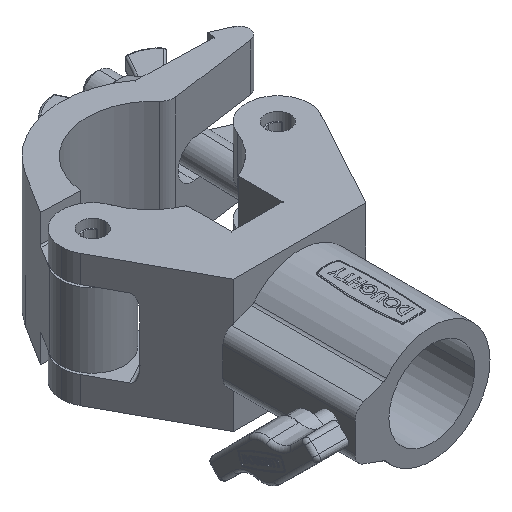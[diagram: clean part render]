
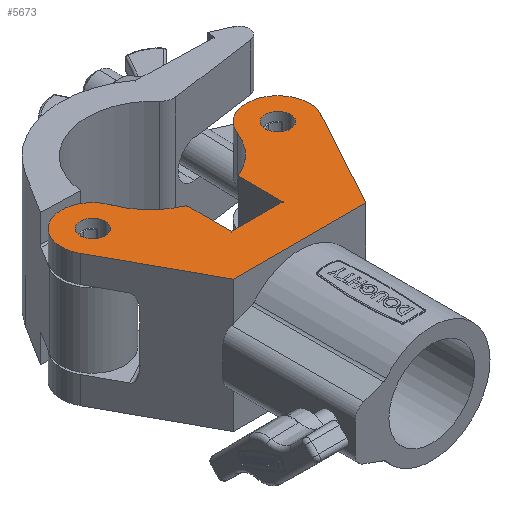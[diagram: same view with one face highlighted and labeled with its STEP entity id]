
A CAD part, isometric view. The second image highlights one B-rep face of the part: STEP entity #5673.
In plain terms, the highlighted planar face has unit normal (0, 0, 1).
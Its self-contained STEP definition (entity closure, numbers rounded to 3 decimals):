
#241 = AXIS2_PLACEMENT_3D ( 'NONE', #23824, #11645, #5236 ) ;
#282 = ORIENTED_EDGE ( 'NONE', *, *, #20705, .T. ) ;
#313 = DIRECTION ( 'NONE',  ( 1., 0., 0. ) ) ;
#347 = ORIENTED_EDGE ( 'NONE', *, *, #9369, .T. ) ;
#775 = VERTEX_POINT ( 'NONE', #19674 ) ;
#984 = VERTEX_POINT ( 'NONE', #26181 ) ;
#1095 = ORIENTED_EDGE ( 'NONE', *, *, #15917, .T. ) ;
#1165 = ORIENTED_EDGE ( 'NONE', *, *, #25555, .T. ) ;
#1266 = DIRECTION ( 'NONE',  ( 0., 0., 1. ) ) ;
#2288 = DIRECTION ( 'NONE',  ( 0., -1., 0. ) ) ;
#2290 = EDGE_LOOP ( 'NONE', ( #12327, #3328 ) ) ;
#2884 = CARTESIAN_POINT ( 'NONE',  ( -25., 0., 24.95 ) ) ;
#2965 = CARTESIAN_POINT ( 'NONE',  ( -45.524, 37.453, 24.95 ) ) ;
#3328 = ORIENTED_EDGE ( 'NONE', *, *, #24876, .F. ) ;
#3402 = DIRECTION ( 'NONE',  ( -1., 0., 0. ) ) ;
#3440 = LINE ( 'NONE', #26302, #22467 ) ;
#3598 = AXIS2_PLACEMENT_3D ( 'NONE', #23127, #8054, #16339 ) ;
#3659 = VERTEX_POINT ( 'NONE', #26739 ) ;
#3686 = DIRECTION ( 'NONE',  ( 1., 0., 0. ) ) ;
#3727 = DIRECTION ( 'NONE',  ( -1., 0., 0. ) ) ;
#3927 = EDGE_CURVE ( 'NONE', #3659, #775, #19871, .T. ) ;
#4014 = FACE_OUTER_BOUND ( 'NONE', #18491, .T. ) ;
#4188 = DIRECTION ( 'NONE',  ( -1., 0., 0. ) ) ;
#4329 = FACE_BOUND ( 'NONE', #2290, .T. ) ;
#4919 = DIRECTION ( 'NONE',  ( 0.481, -0.877, 0. ) ) ;
#4996 = LINE ( 'NONE', #6928, #20788 ) ;
#5084 = ORIENTED_EDGE ( 'NONE', *, *, #15020, .F. ) ;
#5187 = DIRECTION ( 'NONE',  ( 0., 0., 1. ) ) ;
#5236 = DIRECTION ( 'NONE',  ( -1., 0., 0. ) ) ;
#5639 = CARTESIAN_POINT ( 'NONE',  ( 23.77, 47.449, 24.95 ) ) ;
#5670 = LINE ( 'NONE', #11676, #23435 ) ;
#5673 = ADVANCED_FACE ( 'NONE', ( #14945, #4014, #4329 ), #21591, .T. ) ;
#5786 = VERTEX_POINT ( 'NONE', #10893 ) ;
#5945 = ORIENTED_EDGE ( 'NONE', *, *, #25090, .T. ) ;
#6390 = CARTESIAN_POINT ( 'NONE',  ( 35., 43.22, 24.95 ) ) ;
#6482 = ORIENTED_EDGE ( 'NONE', *, *, #13077, .F. ) ;
#6560 = AXIS2_PLACEMENT_3D ( 'NONE', #12637, #8578, #10674 ) ;
#6630 = EDGE_LOOP ( 'NONE', ( #6482, #5084 ) ) ;
#6666 = CARTESIAN_POINT ( 'NONE',  ( -47., 43.22, 24.95 ) ) ;
#6726 = VECTOR ( 'NONE', #2288, 1000. ) ;
#6928 = CARTESIAN_POINT ( 'NONE',  ( 25., 0., 24.95 ) ) ;
#7502 = ORIENTED_EDGE ( 'NONE', *, *, #21998, .T. ) ;
#7551 = ORIENTED_EDGE ( 'NONE', *, *, #13211, .T. ) ;
#7718 = CARTESIAN_POINT ( 'NONE',  ( 35., 43.22, 24.95 ) ) ;
#7852 = CARTESIAN_POINT ( 'NONE',  ( -35., 43.22, 24.95 ) ) ;
#7919 = EDGE_CURVE ( 'NONE', #23935, #5786, #4996, .T. ) ;
#7947 = CARTESIAN_POINT ( 'NONE',  ( -25., 0., 24.95 ) ) ;
#8054 = DIRECTION ( 'NONE',  ( 0., 0., -1. ) ) ;
#8080 = CIRCLE ( 'NONE', #3598, 25.4 ) ;
#8567 = CARTESIAN_POINT ( 'NONE',  ( 9.725, 16., 24.95 ) ) ;
#8578 = DIRECTION ( 'NONE',  ( 0., 0., 1. ) ) ;
#8792 = LINE ( 'NONE', #2884, #12034 ) ;
#8981 = AXIS2_PLACEMENT_3D ( 'NONE', #6390, #22919, #313 ) ;
#9369 = EDGE_CURVE ( 'NONE', #24751, #24008, #8792, .T. ) ;
#9639 = VECTOR ( 'NONE', #17312, 1000. ) ;
#9686 = DIRECTION ( 'NONE',  ( 0., 0., 1. ) ) ;
#9712 = DIRECTION ( 'NONE',  ( 1., 0., 0. ) ) ;
#9725 = AXIS2_PLACEMENT_3D ( 'NONE', #24411, #26222, #3686 ) ;
#9758 = ORIENTED_EDGE ( 'NONE', *, *, #11895, .T. ) ;
#10674 = DIRECTION ( 'NONE',  ( -1., 0., 0. ) ) ;
#10893 = CARTESIAN_POINT ( 'NONE',  ( 45.524, 37.453, 24.95 ) ) ;
#11241 = CARTESIAN_POINT ( 'NONE',  ( -35., 43.22, 24.95 ) ) ;
#11645 = DIRECTION ( 'NONE',  ( 0., 0., 1. ) ) ;
#11676 = CARTESIAN_POINT ( 'NONE',  ( -25., 0., 24.95 ) ) ;
#11895 = EDGE_CURVE ( 'NONE', #24032, #21639, #19652, .T. ) ;
#11900 = CIRCLE ( 'NONE', #16927, 25.4 ) ;
#12034 = VECTOR ( 'NONE', #4919, 1000. ) ;
#12133 = DIRECTION ( 'NONE',  ( 0., 0., -1. ) ) ;
#12152 = DIRECTION ( 'NONE',  ( 0., 0., 1. ) ) ;
#12327 = ORIENTED_EDGE ( 'NONE', *, *, #3927, .F. ) ;
#12637 = CARTESIAN_POINT ( 'NONE',  ( -35., 43.22, 24.95 ) ) ;
#12995 = EDGE_CURVE ( 'NONE', #25267, #24751, #13155, .T. ) ;
#13077 = EDGE_CURVE ( 'NONE', #21035, #20741, #16692, .T. ) ;
#13155 = CIRCLE ( 'NONE', #6560, 12. ) ;
#13168 = DIRECTION ( 'NONE',  ( 0.481, 0.877, 0. ) ) ;
#13211 = EDGE_CURVE ( 'NONE', #16621, #984, #23839, .T. ) ;
#13765 = VERTEX_POINT ( 'NONE', #21253 ) ;
#14053 = EDGE_CURVE ( 'NONE', #5786, #23028, #16327, .T. ) ;
#14404 = ORIENTED_EDGE ( 'NONE', *, *, #12995, .T. ) ;
#14426 = CARTESIAN_POINT ( 'NONE',  ( 9.725, 32.937, 24.95 ) ) ;
#14945 = FACE_BOUND ( 'NONE', #6630, .T. ) ;
#15020 = EDGE_CURVE ( 'NONE', #20741, #21035, #23790, .T. ) ;
#15035 = CARTESIAN_POINT ( 'NONE',  ( 30.25, 43.22, 24.95 ) ) ;
#15646 = CIRCLE ( 'NONE', #241, 12. ) ;
#15917 = EDGE_CURVE ( 'NONE', #21639, #16621, #3440, .T. ) ;
#16069 = DIRECTION ( 'NONE',  ( -1., 0., 0. ) ) ;
#16327 = CIRCLE ( 'NONE', #9725, 12. ) ;
#16339 = DIRECTION ( 'NONE',  ( 1., 0., 0. ) ) ;
#16621 = VERTEX_POINT ( 'NONE', #21898 ) ;
#16692 = CIRCLE ( 'NONE', #8981, 4.75 ) ;
#16927 = AXIS2_PLACEMENT_3D ( 'NONE', #26486, #12133, #4188 ) ;
#17312 = DIRECTION ( 'NONE',  ( 0., 1., 0. ) ) ;
#18491 = EDGE_LOOP ( 'NONE', ( #24830, #20756, #282, #9758, #1095, #7551, #7502, #1165, #14404, #347, #5945 ) ) ;
#18512 = AXIS2_PLACEMENT_3D ( 'NONE', #23671, #1266, #9712 ) ;
#19202 = AXIS2_PLACEMENT_3D ( 'NONE', #7718, #12152, #24595 ) ;
#19652 = LINE ( 'NONE', #8567, #6726 ) ;
#19674 = CARTESIAN_POINT ( 'NONE',  ( -30.25, 43.22, 24.95 ) ) ;
#19871 = CIRCLE ( 'NONE', #23136, 4.75 ) ;
#20393 = AXIS2_PLACEMENT_3D ( 'NONE', #11241, #5187, #3402 ) ;
#20705 = EDGE_CURVE ( 'NONE', #23028, #24032, #8080, .T. ) ;
#20741 = VERTEX_POINT ( 'NONE', #20944 ) ;
#20756 = ORIENTED_EDGE ( 'NONE', *, *, #14053, .T. ) ;
#20788 = VECTOR ( 'NONE', #13168, 1000. ) ;
#20944 = CARTESIAN_POINT ( 'NONE',  ( 39.75, 43.22, 24.95 ) ) ;
#21035 = VERTEX_POINT ( 'NONE', #15035 ) ;
#21253 = CARTESIAN_POINT ( 'NONE',  ( -23.77, 47.449, 24.95 ) ) ;
#21513 = CIRCLE ( 'NONE', #20393, 4.75 ) ;
#21591 = PLANE ( 'NONE',  #18512 ) ;
#21639 = VERTEX_POINT ( 'NONE', #24778 ) ;
#21898 = CARTESIAN_POINT ( 'NONE',  ( -9.725, 16., 24.95 ) ) ;
#21998 = EDGE_CURVE ( 'NONE', #984, #13765, #11900, .T. ) ;
#22215 = CARTESIAN_POINT ( 'NONE',  ( 25., 0., 24.95 ) ) ;
#22467 = VECTOR ( 'NONE', #16069, 1000. ) ;
#22919 = DIRECTION ( 'NONE',  ( 0., 0., 1. ) ) ;
#23028 = VERTEX_POINT ( 'NONE', #5639 ) ;
#23127 = CARTESIAN_POINT ( 'NONE',  ( 0., 56.402, 24.95 ) ) ;
#23136 = AXIS2_PLACEMENT_3D ( 'NONE', #7852, #9686, #3727 ) ;
#23435 = VECTOR ( 'NONE', #24389, 1000. ) ;
#23671 = CARTESIAN_POINT ( 'NONE',  ( 35., 43.22, 24.95 ) ) ;
#23790 = CIRCLE ( 'NONE', #19202, 4.75 ) ;
#23824 = CARTESIAN_POINT ( 'NONE',  ( -35., 43.22, 24.95 ) ) ;
#23839 = LINE ( 'NONE', #25619, #9639 ) ;
#23935 = VERTEX_POINT ( 'NONE', #22215 ) ;
#24008 = VERTEX_POINT ( 'NONE', #7947 ) ;
#24032 = VERTEX_POINT ( 'NONE', #14426 ) ;
#24389 = DIRECTION ( 'NONE',  ( 1., 0., 0. ) ) ;
#24411 = CARTESIAN_POINT ( 'NONE',  ( 35., 43.22, 24.95 ) ) ;
#24595 = DIRECTION ( 'NONE',  ( 1., 0., 0. ) ) ;
#24751 = VERTEX_POINT ( 'NONE', #2965 ) ;
#24778 = CARTESIAN_POINT ( 'NONE',  ( 9.725, 16., 24.95 ) ) ;
#24830 = ORIENTED_EDGE ( 'NONE', *, *, #7919, .T. ) ;
#24876 = EDGE_CURVE ( 'NONE', #775, #3659, #21513, .T. ) ;
#25090 = EDGE_CURVE ( 'NONE', #24008, #23935, #5670, .T. ) ;
#25267 = VERTEX_POINT ( 'NONE', #6666 ) ;
#25555 = EDGE_CURVE ( 'NONE', #13765, #25267, #15646, .T. ) ;
#25619 = CARTESIAN_POINT ( 'NONE',  ( -9.725, 16., 24.95 ) ) ;
#26181 = CARTESIAN_POINT ( 'NONE',  ( -9.725, 32.937, 24.95 ) ) ;
#26222 = DIRECTION ( 'NONE',  ( 0., 0., 1. ) ) ;
#26302 = CARTESIAN_POINT ( 'NONE',  ( -9.725, 16., 24.95 ) ) ;
#26486 = CARTESIAN_POINT ( 'NONE',  ( 0., 56.402, 24.95 ) ) ;
#26739 = CARTESIAN_POINT ( 'NONE',  ( -39.75, 43.22, 24.95 ) ) ;
